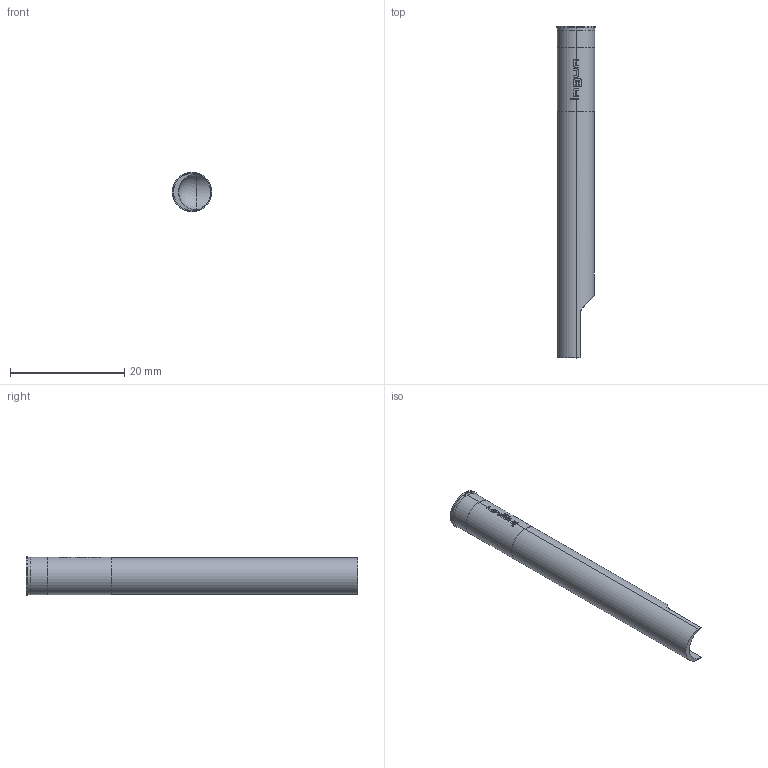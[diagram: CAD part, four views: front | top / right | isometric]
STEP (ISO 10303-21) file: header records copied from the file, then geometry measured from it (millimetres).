
FILE_DESCRIPTION (( 'STEP AP203' ), '1' );
FILE_NAME ('INGUN_KS-623_30_M5-R.STEP', '2022-02-09T08:36:59', ( 'ochi' ), ( '' ), 'SwSTEP 2.0', 'SolidWorks 2018', '' );
FILE_SCHEMA (( 'CONFIG_CONTROL_DESIGN' ));
Length unit declared in the file: millimetre
Products named in the file (1): INGUN_KS-623_30_M5-R
Bounding box: 6.9 x 58 x 6.9 mm (x, y, z)
Volume: 1635.9 mm3; surface area: 1263.2 mm2
Topology: 1 solids, 1 shells, 91 faces, 254 edges, 169 vertices
Faces by surface type: plane 46, bspline 22, cylinder 22, sphere 1
Entity records: 3330 total; most frequent: CARTESIAN_POINT 1081, ORIENTED_EDGE 504, DIRECTION 385, EDGE_CURVE 252, VERTEX_POINT 168, AXIS2_PLACEMENT_3D 152, EDGE_LOOP 96, ADVANCED_FACE 91
